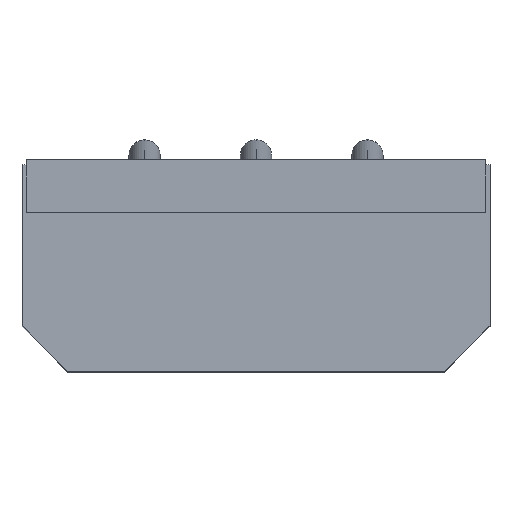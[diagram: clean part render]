
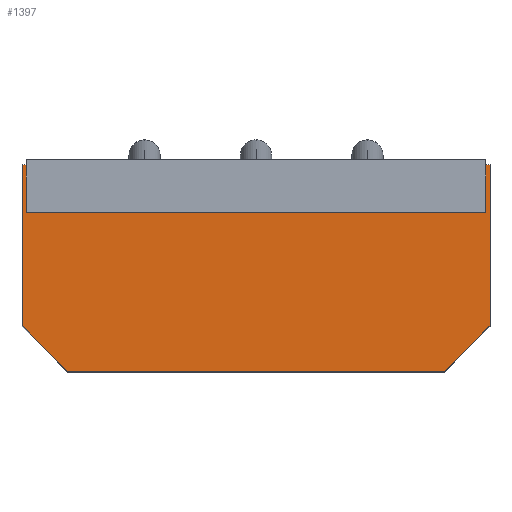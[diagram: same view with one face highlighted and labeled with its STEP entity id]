
A CAD part, top view. The second image highlights one B-rep face of the part: STEP entity #1397.
In plain terms, the highlighted planar face has unit normal (0, 0, 1).
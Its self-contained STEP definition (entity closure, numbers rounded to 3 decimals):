
#1124=CARTESIAN_POINT('',(6.828,-4.953,6.096));
#1123=VERTEX_POINT('',#1124);
#1134=CARTESIAN_POINT('',(-1.748,-4.953,6.096));
#1133=VERTEX_POINT('',#1134);
#1132=EDGE_CURVE('',#1133,#1123,#1137,.T.);
#1137=LINE('',#1134,#1139);
#1139=VECTOR('',#1140,8.575);
#1140=DIRECTION('',(1.0,0.0,0.0));
#1173=CARTESIAN_POINT('',(7.874,-3.907,6.096));
#1172=VERTEX_POINT('',#1173);
#1181=EDGE_CURVE('',#1123,#1172,#1186,.T.);
#1186=LINE('',#1124,#1188);
#1188=VECTOR('',#1189,1.48);
#1189=DIRECTION('',(0.707,0.707,0.0));
#1222=CARTESIAN_POINT('',(7.874,-0.229,6.096));
#1221=VERTEX_POINT('',#1222);
#1230=EDGE_CURVE('',#1172,#1221,#1235,.T.);
#1235=LINE('',#1173,#1237);
#1237=VECTOR('',#1238,3.678);
#1238=DIRECTION('',(0.0,1.0,0.0));
#1271=CARTESIAN_POINT('',(-2.794,-0.229,6.096));
#1270=VERTEX_POINT('',#1271);
#1279=EDGE_CURVE('',#1221,#1270,#1284,.T.);
#1284=LINE('',#1222,#1286);
#1286=VECTOR('',#1287,10.668);
#1287=DIRECTION('',(-1.0,0.0,0.0));
#1320=CARTESIAN_POINT('',(-2.794,-3.907,6.096));
#1319=VERTEX_POINT('',#1320);
#1328=EDGE_CURVE('',#1270,#1319,#1333,.T.);
#1333=LINE('',#1271,#1335);
#1335=VECTOR('',#1336,3.678);
#1336=DIRECTION('',(0.0,-1.0,0.0));
#1377=EDGE_CURVE('',#1319,#1133,#1382,.T.);
#1382=LINE('',#1320,#1384);
#1384=VECTOR('',#1385,1.48);
#1385=DIRECTION('',(0.707,-0.707,0.0));
#1397=ADVANCED_FACE('',(#1403),#1398,.T.);
#1398=PLANE('',#1399);
#1399=AXIS2_PLACEMENT_3D('',#1400,#1401,#1402);
#1400=CARTESIAN_POINT('',(7.874,-0.229,6.096));
#1401=DIRECTION('',(0.0,0.0,1.0));
#1402=DIRECTION('',(0.,1.,0.));
#1403=FACE_OUTER_BOUND('',#1404,.T.);
#1404=EDGE_LOOP('',(#1405,#1415,#1425,#1435,#1445,#1455));
#1405=ORIENTED_EDGE('',*,*,#1279,.T.);
#1415=ORIENTED_EDGE('',*,*,#1328,.T.);
#1425=ORIENTED_EDGE('',*,*,#1377,.T.);
#1435=ORIENTED_EDGE('',*,*,#1132,.T.);
#1445=ORIENTED_EDGE('',*,*,#1181,.T.);
#1455=ORIENTED_EDGE('',*,*,#1230,.T.);
